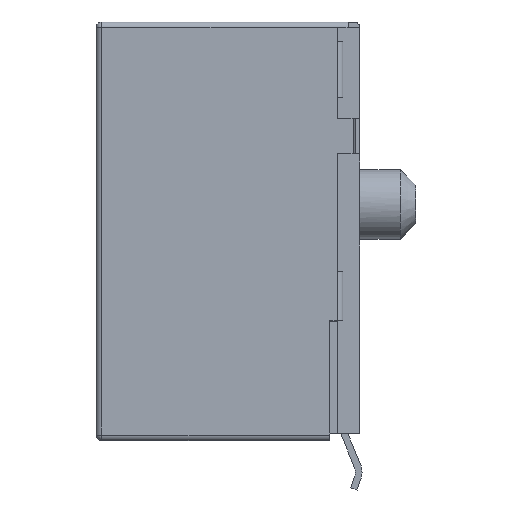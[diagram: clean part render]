
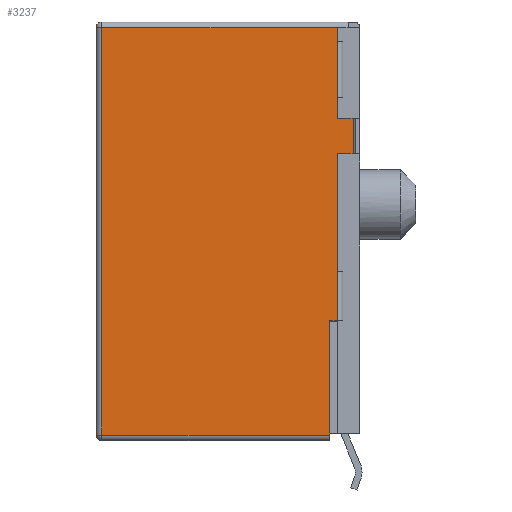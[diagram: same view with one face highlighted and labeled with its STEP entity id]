
A CAD part, left-side view. The second image highlights one B-rep face of the part: STEP entity #3237.
In plain terms, the highlighted planar face has unit normal (-1, 0, 0).
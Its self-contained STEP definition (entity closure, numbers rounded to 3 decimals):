
#33 = DIRECTION ( 'NONE',  ( 0., 0., -1. ) ) ;
#168 = VECTOR ( 'NONE', #354, 1000. ) ;
#180 = CARTESIAN_POINT ( 'NONE',  ( -7.87, 11.75, 0. ) ) ;
#208 = ORIENTED_EDGE ( 'NONE', *, *, #2377, .T. ) ;
#321 = VERTEX_POINT ( 'NONE', #5671 ) ;
#346 = VERTEX_POINT ( 'NONE', #9324 ) ;
#354 = DIRECTION ( 'NONE',  ( 0., 0., 1. ) ) ;
#396 = CARTESIAN_POINT ( 'NONE',  ( -7.87, 1., -0.6 ) ) ;
#710 = DIRECTION ( 'NONE',  ( 1., 0., 0. ) ) ;
#841 = CARTESIAN_POINT ( 'NONE',  ( -7.87, 1., -13.05 ) ) ;
#927 = VECTOR ( 'NONE', #6366, 1000. ) ;
#1185 = LINE ( 'NONE', #3317, #7062 ) ;
#1192 = VECTOR ( 'NONE', #6536, 1000. ) ;
#1283 = CARTESIAN_POINT ( 'NONE',  ( -7.87, 1., -13.05 ) ) ;
#1460 = ORIENTED_EDGE ( 'NONE', *, *, #6078, .F. ) ;
#1463 = ORIENTED_EDGE ( 'NONE', *, *, #7493, .T. ) ;
#1483 = ORIENTED_EDGE ( 'NONE', *, *, #6342, .F. ) ;
#1662 = LINE ( 'NONE', #6946, #7183 ) ;
#1718 = CARTESIAN_POINT ( 'NONE',  ( -7.87, 0.3, -4.03 ) ) ;
#1726 = ORIENTED_EDGE ( 'NONE', *, *, #3748, .T. ) ;
#1815 = VERTEX_POINT ( 'NONE', #1718 ) ;
#1841 = ORIENTED_EDGE ( 'NONE', *, *, #5314, .T. ) ;
#1903 = VERTEX_POINT ( 'NONE', #3820 ) ;
#1906 = VECTOR ( 'NONE', #3962, 1000. ) ;
#2177 = PLANE ( 'NONE',  #8262 ) ;
#2200 = LINE ( 'NONE', #841, #5959 ) ;
#2314 = VERTEX_POINT ( 'NONE', #3311 ) ;
#2377 = EDGE_CURVE ( 'NONE', #5612, #321, #5540, .T. ) ;
#2409 = CARTESIAN_POINT ( 'NONE',  ( -7.87, 1., -10.85 ) ) ;
#3003 = CARTESIAN_POINT ( 'NONE',  ( -7.87, 1., -13.05 ) ) ;
#3197 = DIRECTION ( 'NONE',  ( 0., 0., -1. ) ) ;
#3199 = ORIENTED_EDGE ( 'NONE', *, *, #4865, .F. ) ;
#3208 = VERTEX_POINT ( 'NONE', #3003 ) ;
#3237 = ADVANCED_FACE ( 'NONE', ( #9663 ), #2177, .F. ) ;
#3311 = CARTESIAN_POINT ( 'NONE',  ( -7.87, 1., -4.03 ) ) ;
#3317 = CARTESIAN_POINT ( 'NONE',  ( -7.87, 1.35, -18.15 ) ) ;
#3508 = VERTEX_POINT ( 'NONE', #3512 ) ;
#3512 = CARTESIAN_POINT ( 'NONE',  ( -7.87, 1., 0. ) ) ;
#3748 = EDGE_CURVE ( 'NONE', #3508, #5612, #5380, .T. ) ;
#3820 = CARTESIAN_POINT ( 'NONE',  ( -7.87, 1., -3.1 ) ) ;
#3894 = LINE ( 'NONE', #9376, #1906 ) ;
#3962 = DIRECTION ( 'NONE',  ( 0., 0., 1. ) ) ;
#4016 = ORIENTED_EDGE ( 'NONE', *, *, #5337, .T. ) ;
#4017 = CARTESIAN_POINT ( 'NONE',  ( -7.87, 11.5, 0.25 ) ) ;
#4057 = CARTESIAN_POINT ( 'NONE',  ( -7.87, 1.35, -18.15 ) ) ;
#4116 = ORIENTED_EDGE ( 'NONE', *, *, #4392, .F. ) ;
#4355 = DIRECTION ( 'NONE',  ( 0., 0., -1. ) ) ;
#4392 = EDGE_CURVE ( 'NONE', #1903, #2314, #2200, .T. ) ;
#4434 = ORIENTED_EDGE ( 'NONE', *, *, #7190, .F. ) ;
#4865 = EDGE_CURVE ( 'NONE', #5129, #8450, #6528, .T. ) ;
#4885 = VECTOR ( 'NONE', #33, 1000. ) ;
#4887 = CARTESIAN_POINT ( 'NONE',  ( -7.87, 1., -4.03 ) ) ;
#4915 = LINE ( 'NONE', #4887, #927 ) ;
#5098 = VECTOR ( 'NONE', #9079, 1000. ) ;
#5129 = VERTEX_POINT ( 'NONE', #9165 ) ;
#5314 = EDGE_CURVE ( 'NONE', #1903, #7639, #6161, .T. ) ;
#5337 = EDGE_CURVE ( 'NONE', #346, #6996, #8752, .T. ) ;
#5380 = LINE ( 'NONE', #180, #7025 ) ;
#5456 = VECTOR ( 'NONE', #8565, 1000. ) ;
#5493 = EDGE_LOOP ( 'NONE', ( #4116, #1841, #1460, #1726, #208, #1463, #3199, #1483, #8078, #4434, #4016, #9150, #8085 ) ) ;
#5540 = LINE ( 'NONE', #4017, #8831 ) ;
#5612 = VERTEX_POINT ( 'NONE', #7628 ) ;
#5671 = CARTESIAN_POINT ( 'NONE',  ( -7.87, 11.5, -18.15 ) ) ;
#5824 = VERTEX_POINT ( 'NONE', #2409 ) ;
#5892 = CARTESIAN_POINT ( 'NONE',  ( -7.87, 0.52, 0.25 ) ) ;
#5959 = VECTOR ( 'NONE', #3197, 1000. ) ;
#6078 = EDGE_CURVE ( 'NONE', #3508, #7639, #6163, .T. ) ;
#6135 = LINE ( 'NONE', #1283, #1192 ) ;
#6161 = LINE ( 'NONE', #7042, #168 ) ;
#6163 = LINE ( 'NONE', #8883, #8878 ) ;
#6342 = EDGE_CURVE ( 'NONE', #3208, #5129, #7680, .T. ) ;
#6366 = DIRECTION ( 'NONE',  ( 0., -1., 0. ) ) ;
#6528 = LINE ( 'NONE', #8161, #4885 ) ;
#6536 = DIRECTION ( 'NONE',  ( 0., 0., -1. ) ) ;
#6827 = CARTESIAN_POINT ( 'NONE',  ( -7.87, 1., -13.05 ) ) ;
#6946 = CARTESIAN_POINT ( 'NONE',  ( -7.87, 0.3, -5.63 ) ) ;
#6996 = VERTEX_POINT ( 'NONE', #9214 ) ;
#7025 = VECTOR ( 'NONE', #8422, 1000. ) ;
#7042 = CARTESIAN_POINT ( 'NONE',  ( -7.87, 1., -0.6 ) ) ;
#7062 = VECTOR ( 'NONE', #9271, 1000. ) ;
#7107 = CARTESIAN_POINT ( 'NONE',  ( -7.87, 1., -5.63 ) ) ;
#7183 = VECTOR ( 'NONE', #9142, 1000. ) ;
#7190 = EDGE_CURVE ( 'NONE', #346, #5824, #6135, .T. ) ;
#7393 = EDGE_CURVE ( 'NONE', #6996, #1815, #1662, .T. ) ;
#7451 = EDGE_CURVE ( 'NONE', #3208, #5824, #3894, .T. ) ;
#7493 = EDGE_CURVE ( 'NONE', #321, #8450, #1185, .T. ) ;
#7628 = CARTESIAN_POINT ( 'NONE',  ( -7.87, 11.5, 0. ) ) ;
#7639 = VERTEX_POINT ( 'NONE', #396 ) ;
#7680 = LINE ( 'NONE', #6827, #5098 ) ;
#8078 = ORIENTED_EDGE ( 'NONE', *, *, #7451, .T. ) ;
#8085 = ORIENTED_EDGE ( 'NONE', *, *, #9631, .F. ) ;
#8161 = CARTESIAN_POINT ( 'NONE',  ( -7.87, 1.35, -18.15 ) ) ;
#8262 = AXIS2_PLACEMENT_3D ( 'NONE', #5892, #710, #9718 ) ;
#8422 = DIRECTION ( 'NONE',  ( 0., 1., 0. ) ) ;
#8450 = VERTEX_POINT ( 'NONE', #4057 ) ;
#8496 = DIRECTION ( 'NONE',  ( 0., 0., -1. ) ) ;
#8565 = DIRECTION ( 'NONE',  ( 0., -1., 0. ) ) ;
#8752 = LINE ( 'NONE', #7107, #5456 ) ;
#8831 = VECTOR ( 'NONE', #8496, 1000. ) ;
#8878 = VECTOR ( 'NONE', #4355, 1000. ) ;
#8883 = CARTESIAN_POINT ( 'NONE',  ( -7.87, 1., -13.05 ) ) ;
#9079 = DIRECTION ( 'NONE',  ( 0., 1., 0. ) ) ;
#9142 = DIRECTION ( 'NONE',  ( 0., 0., 1. ) ) ;
#9150 = ORIENTED_EDGE ( 'NONE', *, *, #7393, .T. ) ;
#9165 = CARTESIAN_POINT ( 'NONE',  ( -7.87, 1.35, -13.05 ) ) ;
#9214 = CARTESIAN_POINT ( 'NONE',  ( -7.87, 0.3, -5.63 ) ) ;
#9271 = DIRECTION ( 'NONE',  ( 0., -1., 0. ) ) ;
#9324 = CARTESIAN_POINT ( 'NONE',  ( -7.87, 1., -5.63 ) ) ;
#9376 = CARTESIAN_POINT ( 'NONE',  ( -7.87, 1., -10.85 ) ) ;
#9631 = EDGE_CURVE ( 'NONE', #2314, #1815, #4915, .T. ) ;
#9663 = FACE_OUTER_BOUND ( 'NONE', #5493, .T. ) ;
#9718 = DIRECTION ( 'NONE',  ( 0., 1., 0. ) ) ;
